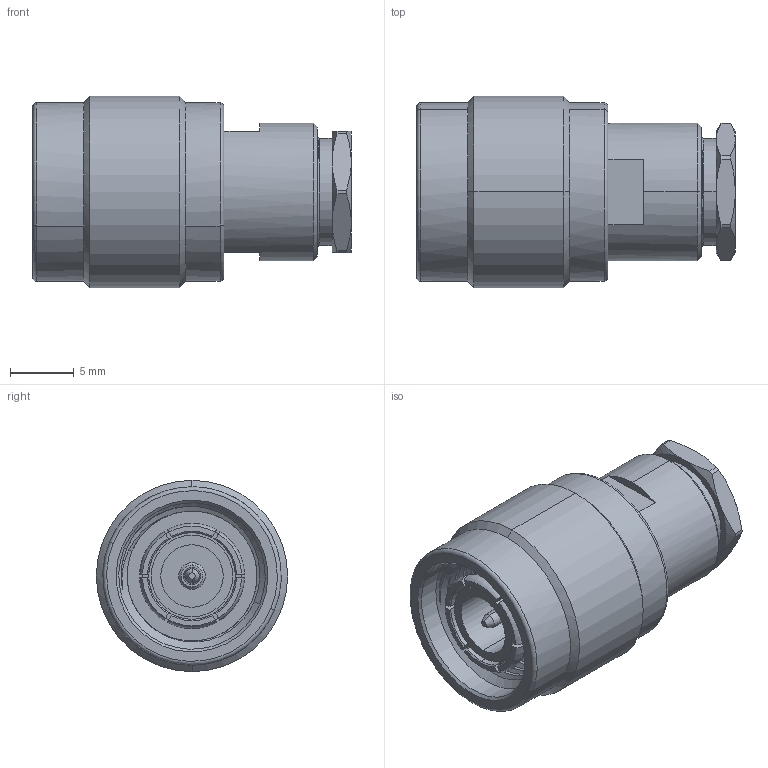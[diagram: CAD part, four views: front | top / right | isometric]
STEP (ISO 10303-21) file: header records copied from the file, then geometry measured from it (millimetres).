
FILE_DESCRIPTION (( 'STEP AP203' ), '1' );
FILE_NAME ('TNC-P-1.5D.STEP', '2025-03-11T06:25:24', ( '' ), ( '' ), 'SwSTEP 2.0', 'SolidWorks 2022', '' );
FILE_SCHEMA (( 'CONFIG_CONTROL_DESIGN' ));
Length unit declared in the file: millimetre
Products named in the file (1): TNC-P-1.5D
Bounding box: 25 x 15.02 x 15.02 mm (x, y, z)
Volume: 2662.3 mm3; surface area: 2500.3 mm2
Topology: 1 solids, 2 shells, 168 faces, 417 edges, 264 vertices
Faces by surface type: cylinder 50, plane 50, cone 47, torus 11, bspline 10
Entity records: 8382 total; most frequent: CARTESIAN_POINT 4467, ORIENTED_EDGE 834, DIRECTION 785, EDGE_CURVE 417, AXIS2_PLACEMENT_3D 322, VERTEX_POINT 264, EDGE_LOOP 179, FACE_OUTER_BOUND 168
